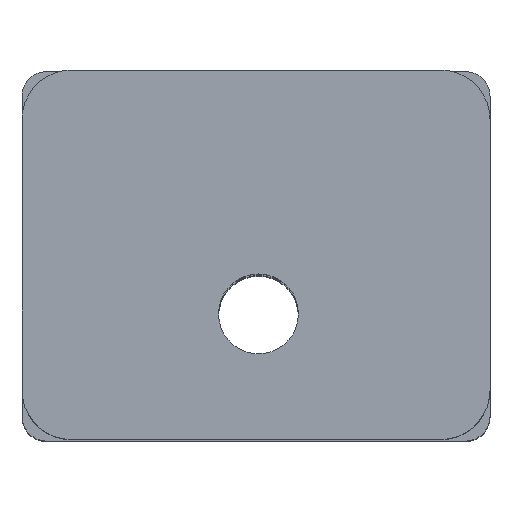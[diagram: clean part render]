
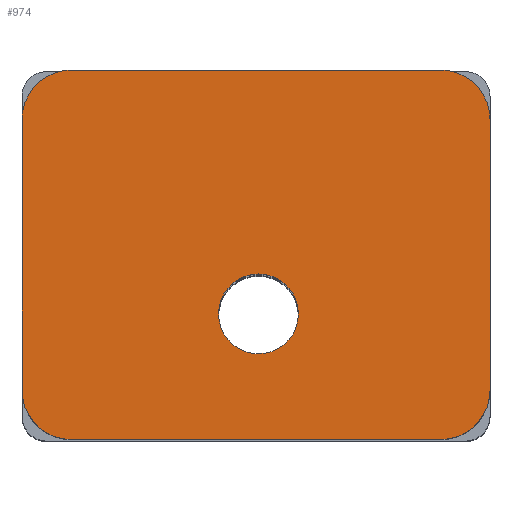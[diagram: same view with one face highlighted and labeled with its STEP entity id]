
A CAD part, top view. The second image highlights one B-rep face of the part: STEP entity #974.
In plain terms, the highlighted planar face has unit normal (0, 0, 1).
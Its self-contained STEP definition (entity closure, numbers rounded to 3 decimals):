
#67=FACE_BOUND('',#205,.T.);
#97=PLANE('',#1076);
#146=FACE_OUTER_BOUND('',#204,.T.);
#204=EDGE_LOOP('',(#890,#891,#892,#893,#894,#895,#896,#897));
#205=EDGE_LOOP('',(#898));
#283=LINE('',#1543,#382);
#290=LINE('',#1564,#389);
#293=LINE('',#1573,#392);
#307=LINE('',#1610,#406);
#382=VECTOR('',#1258,10.);
#389=VECTOR('',#1279,10.);
#392=VECTOR('',#1288,10.);
#406=VECTOR('',#1332,10.);
#408=CIRCLE('',#1003,1.621);
#426=CIRCLE('',#1048,2.);
#431=CIRCLE('',#1056,2.);
#432=CIRCLE('',#1059,2.);
#433=CIRCLE('',#1062,2.);
#442=VERTEX_POINT('',#1354);
#504=VERTEX_POINT('',#1530);
#505=VERTEX_POINT('',#1531);
#509=VERTEX_POINT('',#1541);
#515=VERTEX_POINT('',#1558);
#516=VERTEX_POINT('',#1562);
#517=VERTEX_POINT('',#1566);
#518=VERTEX_POINT('',#1567);
#519=VERTEX_POINT('',#1572);
#528=EDGE_CURVE('',#442,#442,#408,.T.);
#615=EDGE_CURVE('',#504,#505,#426,.T.);
#621=EDGE_CURVE('',#504,#509,#283,.T.);
#629=EDGE_CURVE('',#515,#509,#431,.T.);
#632=EDGE_CURVE('',#515,#516,#290,.T.);
#633=EDGE_CURVE('',#517,#518,#432,.T.);
#636=EDGE_CURVE('',#519,#518,#293,.T.);
#638=EDGE_CURVE('',#519,#516,#433,.T.);
#655=EDGE_CURVE('',#517,#505,#307,.T.);
#890=ORIENTED_EDGE('',*,*,#615,.F.);
#891=ORIENTED_EDGE('',*,*,#621,.T.);
#892=ORIENTED_EDGE('',*,*,#629,.F.);
#893=ORIENTED_EDGE('',*,*,#632,.T.);
#894=ORIENTED_EDGE('',*,*,#638,.F.);
#895=ORIENTED_EDGE('',*,*,#636,.T.);
#896=ORIENTED_EDGE('',*,*,#633,.F.);
#897=ORIENTED_EDGE('',*,*,#655,.T.);
#898=ORIENTED_EDGE('',*,*,#528,.T.);
#974=ADVANCED_FACE('',(#146,#67),#97,.T.);
#1003=AXIS2_PLACEMENT_3D('',#1355,#1089,#1090);
#1048=AXIS2_PLACEMENT_3D('',#1532,#1248,#1249);
#1056=AXIS2_PLACEMENT_3D('',#1559,#1273,#1274);
#1059=AXIS2_PLACEMENT_3D('',#1568,#1282,#1283);
#1062=AXIS2_PLACEMENT_3D('',#1576,#1292,#1293);
#1076=AXIS2_PLACEMENT_3D('',#1611,#1333,#1334);
#1089=DIRECTION('center_axis',(0.,0.,-1.));
#1090=DIRECTION('ref_axis',(1.,0.,0.));
#1248=DIRECTION('center_axis',(0.,0.,-1.));
#1249=DIRECTION('ref_axis',(-0.707,0.707,0.));
#1258=DIRECTION('',(0.,-1.,0.));
#1273=DIRECTION('center_axis',(0.,0.,-1.));
#1274=DIRECTION('ref_axis',(-0.707,-0.707,0.));
#1279=DIRECTION('',(1.,0.,0.));
#1282=DIRECTION('center_axis',(0.,0.,-1.));
#1283=DIRECTION('ref_axis',(0.707,0.707,0.));
#1288=DIRECTION('',(0.,1.,0.));
#1292=DIRECTION('center_axis',(0.,0.,-1.));
#1293=DIRECTION('ref_axis',(0.707,-0.707,0.));
#1332=DIRECTION('',(-1.,0.,0.));
#1333=DIRECTION('center_axis',(0.,0.,1.));
#1334=DIRECTION('ref_axis',(1.,0.,0.));
#1354=CARTESIAN_POINT('',(7.979,5.1,55.5));
#1355=CARTESIAN_POINT('Origin',(9.6,5.1,55.5));
#1530=CARTESIAN_POINT('',(0.,13.,55.5));
#1531=CARTESIAN_POINT('',(2.,15.,55.5));
#1532=CARTESIAN_POINT('Origin',(2.,13.,55.5));
#1541=CARTESIAN_POINT('',(0.,2.,55.5));
#1543=CARTESIAN_POINT('',(0.,15.,55.5));
#1558=CARTESIAN_POINT('',(2.,0.,55.5));
#1559=CARTESIAN_POINT('Origin',(2.,2.,55.5));
#1562=CARTESIAN_POINT('',(17.,0.,55.5));
#1564=CARTESIAN_POINT('',(0.,0.,55.5));
#1566=CARTESIAN_POINT('',(17.,15.,55.5));
#1567=CARTESIAN_POINT('',(19.,13.,55.5));
#1568=CARTESIAN_POINT('Origin',(17.,13.,55.5));
#1572=CARTESIAN_POINT('',(19.,2.,55.5));
#1573=CARTESIAN_POINT('',(19.,0.,55.5));
#1576=CARTESIAN_POINT('Origin',(17.,2.,55.5));
#1610=CARTESIAN_POINT('',(19.,15.,55.5));
#1611=CARTESIAN_POINT('Origin',(9.5,7.5,55.5));
